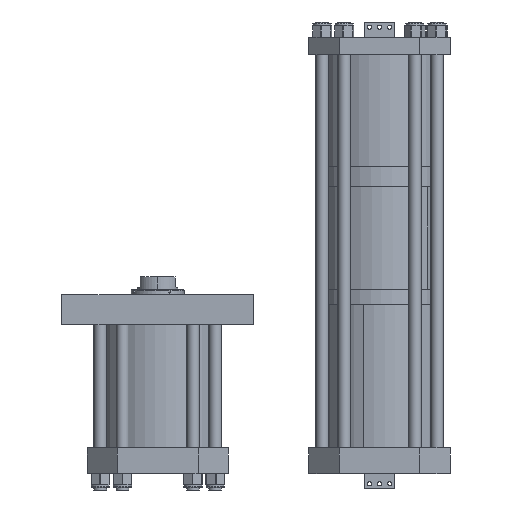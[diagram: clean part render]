
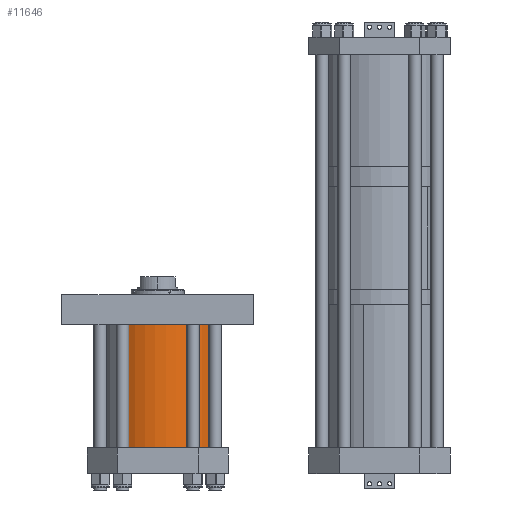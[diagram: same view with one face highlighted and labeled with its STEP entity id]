
A CAD part, front view. The second image highlights one B-rep face of the part: STEP entity #11646.
In plain terms, the highlighted cylindrical face has radius 152.4 mm (diameter 304.8 mm), a partial arc.
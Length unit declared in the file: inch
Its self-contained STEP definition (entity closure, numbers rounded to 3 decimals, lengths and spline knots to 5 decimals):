
#829 = LINE ( 'NONE', #2497, #9171 ) ;
#911 = DIRECTION ( 'NONE',  ( 0., 0., -1. ) ) ;
#1113 = CIRCLE ( 'NONE', #6868, 6. ) ;
#1395 = EDGE_LOOP ( 'NONE', ( #8159, #17433, #9357, #15405 ) ) ;
#2022 = FACE_OUTER_BOUND ( 'NONE', #1395, .T. ) ;
#2497 = CARTESIAN_POINT ( 'NONE',  ( -6., 0., 12.188 ) ) ;
#3086 = VECTOR ( 'NONE', #4445, 39.37008 ) ;
#3912 = CARTESIAN_POINT ( 'NONE',  ( 0., 0., 12.188 ) ) ;
#3983 = DIRECTION ( 'NONE',  ( 1., 0., 0. ) ) ;
#4445 = DIRECTION ( 'NONE',  ( 0., 0., -1. ) ) ;
#5200 = DIRECTION ( 'NONE',  ( -1., 0., 0. ) ) ;
#5337 = AXIS2_PLACEMENT_3D ( 'NONE', #14047, #911, #5200 ) ;
#5749 = CARTESIAN_POINT ( 'NONE',  ( 0., 0., 0. ) ) ;
#5800 = CARTESIAN_POINT ( 'NONE',  ( 6., 0., 12.188 ) ) ;
#6868 = AXIS2_PLACEMENT_3D ( 'NONE', #5749, #17103, #12975 ) ;
#6958 = DIRECTION ( 'NONE',  ( 0., 0., -1. ) ) ;
#7211 = CARTESIAN_POINT ( 'NONE',  ( -6., 0., 12.188 ) ) ;
#7250 = EDGE_CURVE ( 'NONE', #14425, #10317, #1113, .T. ) ;
#7746 = VERTEX_POINT ( 'NONE', #7211 ) ;
#8038 = CYLINDRICAL_SURFACE ( 'NONE', #5337, 6. ) ;
#8054 = CARTESIAN_POINT ( 'NONE',  ( -6., 0., 0. ) ) ;
#8159 = ORIENTED_EDGE ( 'NONE', *, *, #9741, .F. ) ;
#8773 = CIRCLE ( 'NONE', #11253, 6. ) ;
#9095 = LINE ( 'NONE', #5800, #3086 ) ;
#9171 = VECTOR ( 'NONE', #6958, 39.37008 ) ;
#9357 = ORIENTED_EDGE ( 'NONE', *, *, #7250, .T. ) ;
#9741 = EDGE_CURVE ( 'NONE', #17794, #7746, #8773, .T. ) ;
#10317 = VERTEX_POINT ( 'NONE', #8054 ) ;
#11253 = AXIS2_PLACEMENT_3D ( 'NONE', #3912, #18794, #3983 ) ;
#11646 = ADVANCED_FACE ( 'NONE', ( #2022 ), #8038, .T. ) ;
#12975 = DIRECTION ( 'NONE',  ( 1., 0., 0. ) ) ;
#13014 = CARTESIAN_POINT ( 'NONE',  ( 6., 0., 0. ) ) ;
#14047 = CARTESIAN_POINT ( 'NONE',  ( 0., 0., 12.188 ) ) ;
#14425 = VERTEX_POINT ( 'NONE', #13014 ) ;
#15253 = EDGE_CURVE ( 'NONE', #17794, #14425, #9095, .T. ) ;
#15405 = ORIENTED_EDGE ( 'NONE', *, *, #17502, .F. ) ;
#16791 = CARTESIAN_POINT ( 'NONE',  ( 6., 0., 12.188 ) ) ;
#17103 = DIRECTION ( 'NONE',  ( 0., 0., 1. ) ) ;
#17433 = ORIENTED_EDGE ( 'NONE', *, *, #15253, .T. ) ;
#17502 = EDGE_CURVE ( 'NONE', #7746, #10317, #829, .T. ) ;
#17794 = VERTEX_POINT ( 'NONE', #16791 ) ;
#18794 = DIRECTION ( 'NONE',  ( 0., 0., 1. ) ) ;
